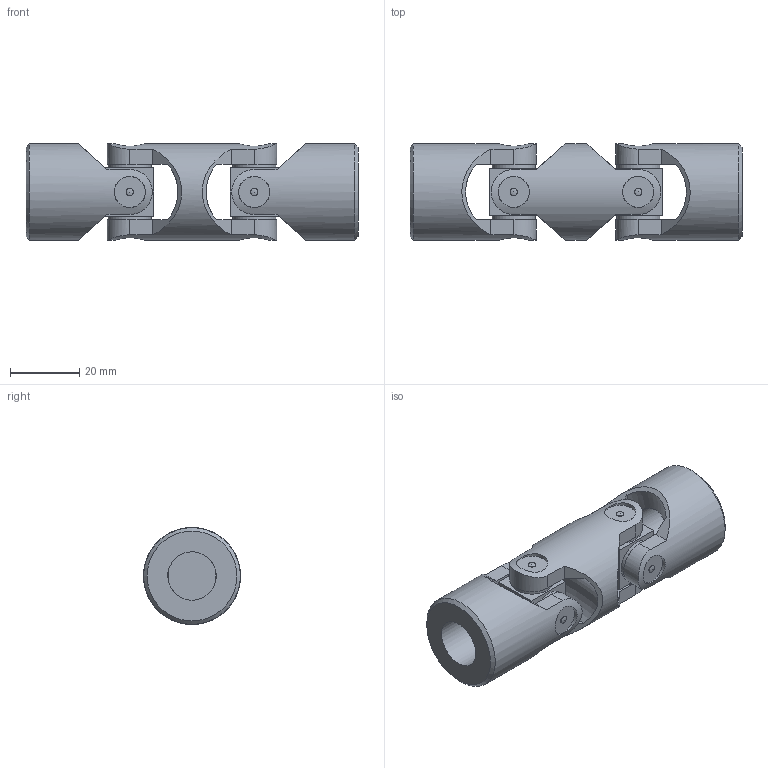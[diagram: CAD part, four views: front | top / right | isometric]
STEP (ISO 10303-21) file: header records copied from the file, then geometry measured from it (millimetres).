
FILE_DESCRIPTION( ( 'STEP AP214' ), '1' );
FILE_NAME( 'SH0D_14000_2_14b.stp', ' ', ( ' ' ), ( ' ' ), 'PSStep 15.0.47', 'PARTsolutions', ' ' );
FILE_SCHEMA( ( 'AUTOMOTIVE_DESIGN { 1 0 10303 214 1 1 1 1 }' ) );
Length unit declared in the file: millimetre
Products named in the file (4): SH0D 14000; HI_05HD-1100; HI_05HD-2; HI_05HD-3
Assembly tree (5 placements, depth 2):
  SH0D 14000
    HI_05HD-1100  x2
    HI_05HD-2  x2
    HI_05HD-3
Bounding box: 96 x 28 x 28 mm (x, y, z)
Volume: 38264.8 mm3; surface area: 16220.1 mm2
Topology: 5 solids, 5 shells, 113 faces, 277 edges, 190 vertices
Faces by surface type: plane 62, cylinder 37, sphere 8, torus 4, cone 2
Full cylindrical faces by diameter (mm): 2.16 x8, 9 x8, 12.5 x8, 14 x2, 28 x3
Entity records: 3534 total; most frequent: CARTESIAN_POINT 1263, DIRECTION 330, ORIENTED_EDGE 276, EDGE_CURVE 138, AXIS2_PLACEMENT_3D 129, EDGE_LOOP 114, VERTEX_POINT 110, FACE_OUTER_BOUND 95
